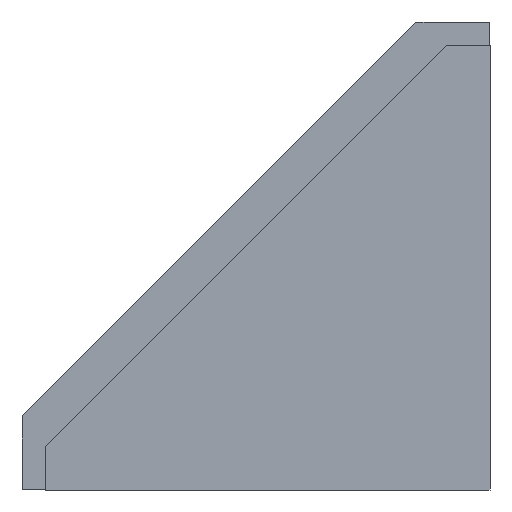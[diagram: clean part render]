
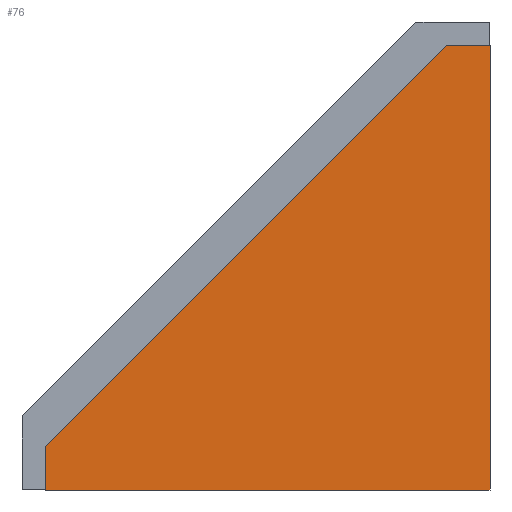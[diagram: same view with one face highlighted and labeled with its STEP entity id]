
A CAD part, left-side view. The second image highlights one B-rep face of the part: STEP entity #76.
In plain terms, the highlighted planar face has unit normal (-1, 0, 0).
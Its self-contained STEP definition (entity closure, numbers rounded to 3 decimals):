
#22 = ORIENTED_EDGE ( 'NONE', *, *, #618, .F. ) ;
#40 = ORIENTED_EDGE ( 'NONE', *, *, #603, .F. ) ;
#61 = CARTESIAN_POINT ( 'NONE',  ( -14., 5.539, 57. ) ) ;
#73 = DIRECTION ( 'NONE',  ( 0., -0.707, 0.707 ) ) ;
#76 = ADVANCED_FACE ( 'NONE', ( #121 ), #379, .F. ) ;
#88 = ORIENTED_EDGE ( 'NONE', *, *, #243, .F. ) ;
#101 = VECTOR ( 'NONE', #487, 1000. ) ;
#121 = FACE_OUTER_BOUND ( 'NONE', #340, .T. ) ;
#129 = DIRECTION ( 'NONE',  ( 0., 0., -1. ) ) ;
#136 = VECTOR ( 'NONE', #252, 1000. ) ;
#138 = VERTEX_POINT ( 'NONE', #185 ) ;
#173 = DIRECTION ( 'NONE',  ( 0., 1., 0. ) ) ;
#185 = CARTESIAN_POINT ( 'NONE',  ( -14., 57., 5.539 ) ) ;
#192 = VECTOR ( 'NONE', #173, 1000. ) ;
#219 = LINE ( 'NONE', #415, #192 ) ;
#232 = LINE ( 'NONE', #550, #101 ) ;
#239 = VECTOR ( 'NONE', #73, 1000. ) ;
#243 = EDGE_CURVE ( 'NONE', #459, #295, #232, .T. ) ;
#252 = DIRECTION ( 'NONE',  ( 0., 0., 1. ) ) ;
#280 = DIRECTION ( 'NONE',  ( 1., 0., 0. ) ) ;
#289 = AXIS2_PLACEMENT_3D ( 'NONE', #428, #280, #129 ) ;
#295 = VERTEX_POINT ( 'NONE', #298 ) ;
#298 = CARTESIAN_POINT ( 'NONE',  ( -14., 0., 0. ) ) ;
#299 = CARTESIAN_POINT ( 'NONE',  ( -14., 8.5, 57. ) ) ;
#319 = VECTOR ( 'NONE', #509, 1000. ) ;
#325 = CARTESIAN_POINT ( 'NONE',  ( -14., 70.019, -7.481 ) ) ;
#333 = EDGE_CURVE ( 'NONE', #367, #459, #413, .T. ) ;
#340 = EDGE_LOOP ( 'NONE', ( #471, #22, #88, #400, #40 ) ) ;
#358 = VERTEX_POINT ( 'NONE', #397 ) ;
#367 = VERTEX_POINT ( 'NONE', #61 ) ;
#379 = PLANE ( 'NONE',  #289 ) ;
#397 = CARTESIAN_POINT ( 'NONE',  ( -14., 57., 0. ) ) ;
#400 = ORIENTED_EDGE ( 'NONE', *, *, #333, .F. ) ;
#413 = LINE ( 'NONE', #299, #319 ) ;
#415 = CARTESIAN_POINT ( 'NONE',  ( -14., 0., 0. ) ) ;
#428 = CARTESIAN_POINT ( 'NONE',  ( -14., 0., 0. ) ) ;
#430 = EDGE_CURVE ( 'NONE', #358, #138, #554, .T. ) ;
#459 = VERTEX_POINT ( 'NONE', #460 ) ;
#460 = CARTESIAN_POINT ( 'NONE',  ( -14., 0., 57. ) ) ;
#471 = ORIENTED_EDGE ( 'NONE', *, *, #430, .F. ) ;
#487 = DIRECTION ( 'NONE',  ( 0., 0., -1. ) ) ;
#506 = CARTESIAN_POINT ( 'NONE',  ( -14., 57., 1.5 ) ) ;
#509 = DIRECTION ( 'NONE',  ( 0., -1., 0. ) ) ;
#550 = CARTESIAN_POINT ( 'NONE',  ( -14., 0., 0. ) ) ;
#554 = LINE ( 'NONE', #506, #136 ) ;
#603 = EDGE_CURVE ( 'NONE', #138, #367, #605, .T. ) ;
#605 = LINE ( 'NONE', #325, #239 ) ;
#618 = EDGE_CURVE ( 'NONE', #295, #358, #219, .T. ) ;
